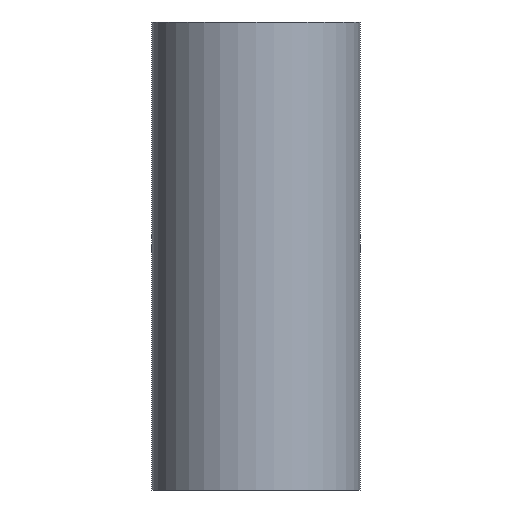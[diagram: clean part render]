
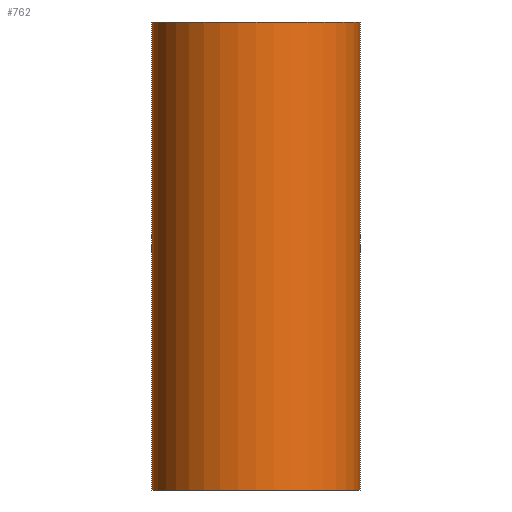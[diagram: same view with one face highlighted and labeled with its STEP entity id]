
A CAD part, front view. The second image highlights one B-rep face of the part: STEP entity #762.
In plain terms, the highlighted cylindrical face has radius 38.1 mm (diameter 76.2 mm), a partial arc.
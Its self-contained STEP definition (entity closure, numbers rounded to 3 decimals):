
#186 = CARTESIAN_POINT ( 'NONE',  ( 0., 0., 85.7 ) ) ;
#234 = EDGE_CURVE ( 'NONE', #782, #1273, #342, .T. ) ;
#242 = CARTESIAN_POINT ( 'NONE',  ( 38.1, 0., 85.7 ) ) ;
#330 = AXIS2_PLACEMENT_3D ( 'NONE', #567, #687, #1269 ) ;
#342 = LINE ( 'NONE', #1181, #999 ) ;
#351 = DIRECTION ( 'NONE',  ( 0., 0., -1. ) ) ;
#357 = CARTESIAN_POINT ( 'NONE',  ( 0., 0., 85.7 ) ) ;
#372 = ORIENTED_EDGE ( 'NONE', *, *, #1054, .F. ) ;
#413 = EDGE_CURVE ( 'NONE', #776, #1273, #489, .T. ) ;
#472 = CARTESIAN_POINT ( 'NONE',  ( -38.1, 0., 85.7 ) ) ;
#489 = CIRCLE ( 'NONE', #330, 38.1 ) ;
#521 = CARTESIAN_POINT ( 'NONE',  ( 38.1, 0., -85.7 ) ) ;
#567 = CARTESIAN_POINT ( 'NONE',  ( 0., 0., -85.7 ) ) ;
#579 = CARTESIAN_POINT ( 'NONE',  ( -38.1, 0., -85.7 ) ) ;
#588 = AXIS2_PLACEMENT_3D ( 'NONE', #357, #351, #1045 ) ;
#683 = CIRCLE ( 'NONE', #837, 38.1 ) ;
#685 = EDGE_CURVE ( 'NONE', #941, #776, #1410, .T. ) ;
#687 = DIRECTION ( 'NONE',  ( 0., 0., 1. ) ) ;
#688 = ORIENTED_EDGE ( 'NONE', *, *, #234, .F. ) ;
#762 = ADVANCED_FACE ( 'NONE', ( #1391 ), #1036, .T. ) ;
#776 = VERTEX_POINT ( 'NONE', #579 ) ;
#782 = VERTEX_POINT ( 'NONE', #242 ) ;
#837 = AXIS2_PLACEMENT_3D ( 'NONE', #186, #1332, #979 ) ;
#941 = VERTEX_POINT ( 'NONE', #472 ) ;
#943 = DIRECTION ( 'NONE',  ( 0., 0., -1. ) ) ;
#979 = DIRECTION ( 'NONE',  ( 1., 0., 0. ) ) ;
#999 = VECTOR ( 'NONE', #943, 1000. ) ;
#1026 = EDGE_LOOP ( 'NONE', ( #688, #372, #1259, #1154 ) ) ;
#1036 = CYLINDRICAL_SURFACE ( 'NONE', #588, 38.1 ) ;
#1044 = CARTESIAN_POINT ( 'NONE',  ( -38.1, 0., 85.7 ) ) ;
#1045 = DIRECTION ( 'NONE',  ( -1., 0., 0. ) ) ;
#1054 = EDGE_CURVE ( 'NONE', #941, #782, #683, .T. ) ;
#1113 = VECTOR ( 'NONE', #1170, 1000. ) ;
#1154 = ORIENTED_EDGE ( 'NONE', *, *, #413, .T. ) ;
#1170 = DIRECTION ( 'NONE',  ( 0., 0., -1. ) ) ;
#1181 = CARTESIAN_POINT ( 'NONE',  ( 38.1, 0., 85.7 ) ) ;
#1259 = ORIENTED_EDGE ( 'NONE', *, *, #685, .T. ) ;
#1269 = DIRECTION ( 'NONE',  ( 1., 0., 0. ) ) ;
#1273 = VERTEX_POINT ( 'NONE', #521 ) ;
#1332 = DIRECTION ( 'NONE',  ( 0., 0., 1. ) ) ;
#1391 = FACE_OUTER_BOUND ( 'NONE', #1026, .T. ) ;
#1410 = LINE ( 'NONE', #1044, #1113 ) ;
